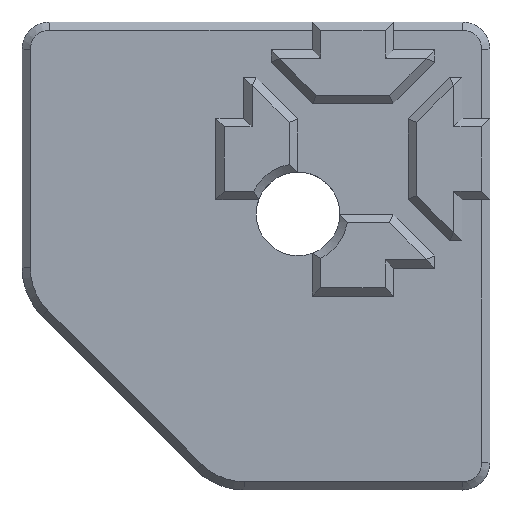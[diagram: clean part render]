
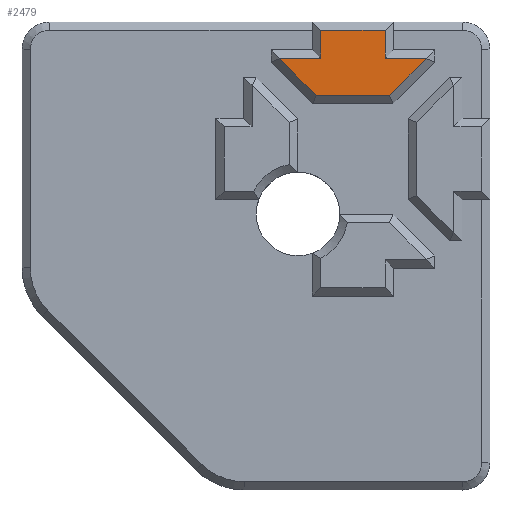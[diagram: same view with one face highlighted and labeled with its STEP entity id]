
A CAD part, top view. The second image highlights one B-rep face of the part: STEP entity #2479.
In plain terms, the highlighted planar face has unit normal (0, 0, 1).
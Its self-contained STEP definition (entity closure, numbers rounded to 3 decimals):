
#766=DIRECTION('',(-1.,0.,0.));
#767=VECTOR('',#766,3.);
#768=CARTESIAN_POINT('',(-2.36,7.36,7.));
#769=LINE('',#768,#767);
#770=DIRECTION('',(0.,-1.,0.));
#771=VECTOR('',#770,2.04);
#772=CARTESIAN_POINT('',(-2.36,9.4,7.));
#773=LINE('',#772,#771);
#774=DIRECTION('',(-1.,0.,0.));
#775=VECTOR('',#774,4.72);
#776=CARTESIAN_POINT('',(2.36,9.4,7.));
#777=LINE('',#776,#775);
#778=DIRECTION('',(0.,1.,0.));
#779=VECTOR('',#778,2.04);
#780=CARTESIAN_POINT('',(2.36,7.36,7.));
#781=LINE('',#780,#779);
#782=DIRECTION('',(-1.,0.,0.));
#783=VECTOR('',#782,3.);
#784=CARTESIAN_POINT('',(5.36,7.36,7.));
#785=LINE('',#784,#783);
#786=DIRECTION('',(0.,1.,0.));
#787=VECTOR('',#786,0.034);
#788=CARTESIAN_POINT('',(5.36,7.326,7.));
#789=LINE('',#788,#787);
#790=DIRECTION('',(0.707,0.707,0.));
#791=VECTOR('',#790,3.798);
#792=CARTESIAN_POINT('',(2.674,4.64,7.));
#793=LINE('',#792,#791);
#794=DIRECTION('',(1.,0.,0.));
#795=VECTOR('',#794,5.348);
#796=CARTESIAN_POINT('',(-2.674,4.64,7.));
#797=LINE('',#796,#795);
#798=DIRECTION('',(0.707,-0.707,0.));
#799=VECTOR('',#798,3.798);
#800=CARTESIAN_POINT('',(-5.36,7.326,7.));
#801=LINE('',#800,#799);
#802=DIRECTION('',(0.,-1.,0.));
#803=VECTOR('',#802,0.034);
#804=CARTESIAN_POINT('',(-5.36,7.36,7.));
#805=LINE('',#804,#803);
#1162=CARTESIAN_POINT('',(-2.36,7.36,7.));
#1163=CARTESIAN_POINT('',(-5.36,7.36,7.));
#1164=VERTEX_POINT('',#1162);
#1165=VERTEX_POINT('',#1163);
#1166=CARTESIAN_POINT('',(-5.36,7.326,7.));
#1167=CARTESIAN_POINT('',(-2.674,4.64,7.));
#1168=VERTEX_POINT('',#1166);
#1169=VERTEX_POINT('',#1167);
#1176=CARTESIAN_POINT('',(2.674,4.64,7.));
#1177=VERTEX_POINT('',#1176);
#1180=CARTESIAN_POINT('',(5.36,7.326,7.));
#1181=VERTEX_POINT('',#1180);
#1182=CARTESIAN_POINT('',(5.36,7.36,7.));
#1183=CARTESIAN_POINT('',(2.36,7.36,7.));
#1184=VERTEX_POINT('',#1182);
#1185=VERTEX_POINT('',#1183);
#1190=CARTESIAN_POINT('',(2.36,9.4,7.));
#1191=VERTEX_POINT('',#1190);
#1196=CARTESIAN_POINT('',(-2.36,9.4,7.));
#1197=VERTEX_POINT('',#1196);
#2455=CARTESIAN_POINT('',(0.,0.,7.));
#2456=DIRECTION('',(0.,0.,1.));
#2457=DIRECTION('',(1.,0.,0.));
#2458=AXIS2_PLACEMENT_3D('',#2455,#2456,#2457);
#2459=PLANE('',#2458);
#2461=ORIENTED_EDGE('',*,*,#2460,.F.);
#2462=ORIENTED_EDGE('',*,*,#2419,.F.);
#2463=ORIENTED_EDGE('',*,*,#2434,.F.);
#2464=ORIENTED_EDGE('',*,*,#2445,.F.);
#2466=ORIENTED_EDGE('',*,*,#2465,.F.);
#2468=ORIENTED_EDGE('',*,*,#2467,.F.);
#2470=ORIENTED_EDGE('',*,*,#2469,.F.);
#2472=ORIENTED_EDGE('',*,*,#2471,.F.);
#2474=ORIENTED_EDGE('',*,*,#2473,.F.);
#2476=ORIENTED_EDGE('',*,*,#2475,.F.);
#2477=EDGE_LOOP('',(#2461,#2462,#2463,#2464,#2466,#2468,#2470,#2472,#2474,
#2476));
#2478=FACE_OUTER_BOUND('',#2477,.F.);
#2479=ADVANCED_FACE('',(#2478),#2459,.T.);
#2419=EDGE_CURVE('',#1197,#1164,#773,.T.);
#2434=EDGE_CURVE('',#1191,#1197,#777,.T.);
#2445=EDGE_CURVE('',#1185,#1191,#781,.T.);
#2460=EDGE_CURVE('',#1164,#1165,#769,.T.);
#2465=EDGE_CURVE('',#1184,#1185,#785,.T.);
#2467=EDGE_CURVE('',#1181,#1184,#789,.T.);
#2469=EDGE_CURVE('',#1177,#1181,#793,.T.);
#2471=EDGE_CURVE('',#1169,#1177,#797,.T.);
#2473=EDGE_CURVE('',#1168,#1169,#801,.T.);
#2475=EDGE_CURVE('',#1165,#1168,#805,.T.);
